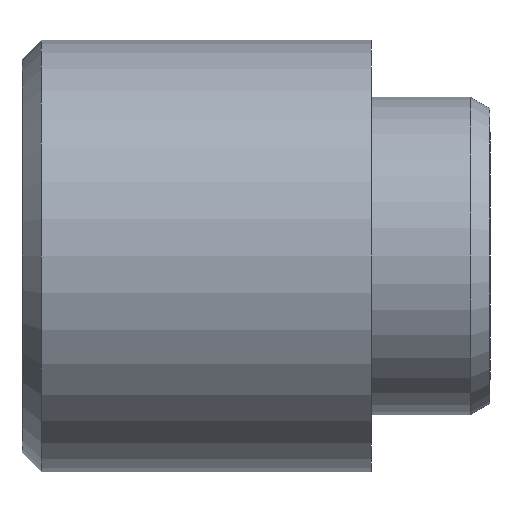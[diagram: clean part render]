
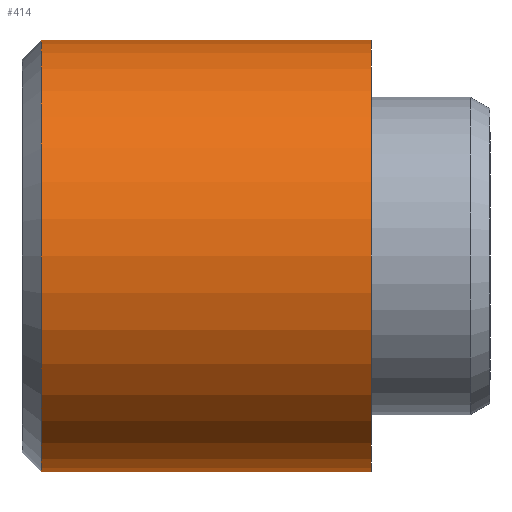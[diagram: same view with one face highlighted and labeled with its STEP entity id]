
A CAD part, left-side view. The second image highlights one B-rep face of the part: STEP entity #414.
In plain terms, the highlighted cylindrical face has radius 2.78 mm (diameter 5.56 mm), a partial arc.
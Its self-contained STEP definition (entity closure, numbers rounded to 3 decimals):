
#6 = EDGE_CURVE ( 'NONE', #403, #437, #131, .T. ) ;
#42 = CARTESIAN_POINT ( 'NONE',  ( 0., 36.602, 2.78 ) ) ;
#131 = LINE ( 'NONE', #42, #165 ) ;
#132 = VERTEX_POINT ( 'NONE', #466 ) ;
#139 = CARTESIAN_POINT ( 'NONE',  ( 0., 36.602, 0. ) ) ;
#150 = CARTESIAN_POINT ( 'NONE',  ( 0., 0., 0. ) ) ;
#151 = ORIENTED_EDGE ( 'NONE', *, *, #6, .T. ) ;
#154 = CARTESIAN_POINT ( 'NONE',  ( 0., 4.25, 2.78 ) ) ;
#165 = VECTOR ( 'NONE', #285, 1000. ) ;
#193 = AXIS2_PLACEMENT_3D ( 'NONE', #150, #307, #231 ) ;
#202 = ORIENTED_EDGE ( 'NONE', *, *, #432, .T. ) ;
#214 = CARTESIAN_POINT ( 'NONE',  ( 0., 0., 2.78 ) ) ;
#231 = DIRECTION ( 'NONE',  ( 0., 0., 1. ) ) ;
#257 = FACE_OUTER_BOUND ( 'NONE', #497, .T. ) ;
#262 = CIRCLE ( 'NONE', #343, 2.78 ) ;
#272 = VECTOR ( 'NONE', #483, 1000. ) ;
#285 = DIRECTION ( 'NONE',  ( 0., 1., 0. ) ) ;
#290 = DIRECTION ( 'NONE',  ( 0., 1., 0. ) ) ;
#294 = CARTESIAN_POINT ( 'NONE',  ( 0., 4.25, 0. ) ) ;
#307 = DIRECTION ( 'NONE',  ( 0., 1., 0. ) ) ;
#309 = CARTESIAN_POINT ( 'NONE',  ( 0., 36.602, -2.78 ) ) ;
#312 = DIRECTION ( 'NONE',  ( 0., -1., 0. ) ) ;
#326 = CYLINDRICAL_SURFACE ( 'NONE', #422, 2.78 ) ;
#336 = DIRECTION ( 'NONE',  ( 0., 0., -1. ) ) ;
#343 = AXIS2_PLACEMENT_3D ( 'NONE', #294, #312, #336 ) ;
#349 = ORIENTED_EDGE ( 'NONE', *, *, #474, .F. ) ;
#360 = ORIENTED_EDGE ( 'NONE', *, *, #475, .T. ) ;
#403 = VERTEX_POINT ( 'NONE', #214 ) ;
#414 = ADVANCED_FACE ( 'NONE', ( #257 ), #326, .T. ) ;
#416 = DIRECTION ( 'NONE',  ( 0., 0., 1. ) ) ;
#422 = AXIS2_PLACEMENT_3D ( 'NONE', #139, #290, #416 ) ;
#430 = LINE ( 'NONE', #309, #272 ) ;
#432 = EDGE_CURVE ( 'NONE', #437, #132, #262, .T. ) ;
#433 = VERTEX_POINT ( 'NONE', #438 ) ;
#437 = VERTEX_POINT ( 'NONE', #154 ) ;
#438 = CARTESIAN_POINT ( 'NONE',  ( 0., 0., -2.78 ) ) ;
#466 = CARTESIAN_POINT ( 'NONE',  ( 0., 4.25, -2.78 ) ) ;
#469 = CIRCLE ( 'NONE', #193, 2.78 ) ;
#474 = EDGE_CURVE ( 'NONE', #433, #132, #430, .T. ) ;
#475 = EDGE_CURVE ( 'NONE', #433, #403, #469, .T. ) ;
#483 = DIRECTION ( 'NONE',  ( 0., 1., 0. ) ) ;
#497 = EDGE_LOOP ( 'NONE', ( #349, #360, #151, #202 ) ) ;
